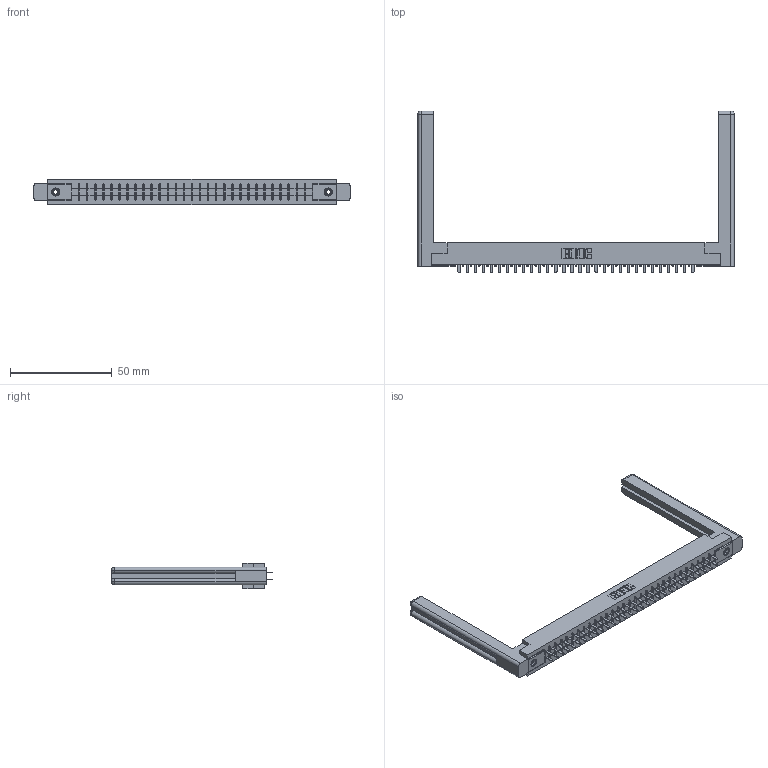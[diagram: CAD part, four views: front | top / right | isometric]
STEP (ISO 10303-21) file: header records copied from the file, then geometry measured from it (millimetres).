
FILE_DESCRIPTION (( 'STEP AP203' ), '1' );
FILE_NAME ('355-060-521-258.STEP', '2019-09-12T13:52:26', ( '' ), ( '' ), 'SwSTEP 2.0', 'SolidWorks 2016', '' );
FILE_SCHEMA (( 'CONFIG_CONTROL_DESIGN' ));
Length unit declared in the file: inch
Products named in the file (5): 307-220-058; 355-060-521-258; 305 Part_.156 Dia; 345-250-001_345-250-001-102; 305-290-001_521
Assembly tree (65 placements, depth 2):
  355-060-521-258
    305 Part_.156 Dia
    305-290-001_521  x60
    345-250-001_345-250-001-102  x2
    307-220-058  x2
Bounding box: 155.5 x 79.5 x 12.7 mm (x, y, z)
Volume: 23247.2 mm3; surface area: 24776.8 mm2
Topology: 65 solids, 65 shells, 3018 faces, 8560 edges, 5532 vertices
Faces by surface type: plane 1772, cylinder 1102, sphere 120, cone 12, torus 12
Entity records: 36456 total; most frequent: CARTESIAN_POINT 6047, ORIENTED_EDGE 5942, DIRECTION 5821, EDGE_CURVE 2971, VECTOR 2381, LINE 2381, VERTEX_POINT 1892, AXIS2_PLACEMENT_3D 1720
